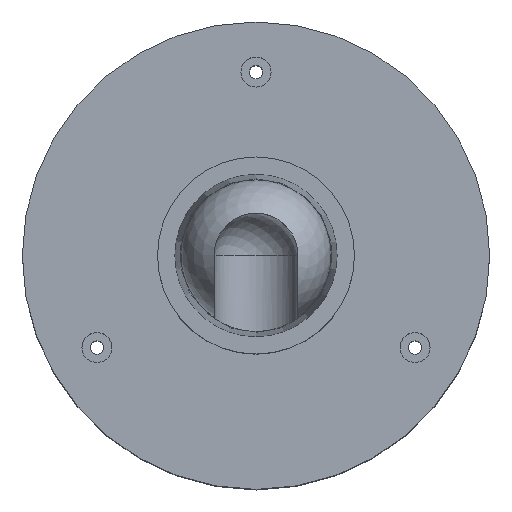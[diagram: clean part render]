
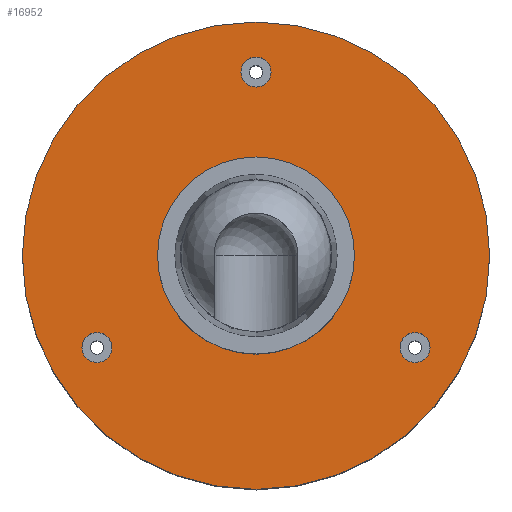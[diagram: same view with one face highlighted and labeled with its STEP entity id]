
A CAD part, top view. The second image highlights one B-rep face of the part: STEP entity #16952.
In plain terms, the highlighted planar face has unit normal (0, 0, 1).
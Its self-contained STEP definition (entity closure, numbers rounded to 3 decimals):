
#610=FACE_BOUND('',#2409,.T.);
#611=FACE_BOUND('',#2410,.T.);
#612=FACE_BOUND('',#2411,.T.);
#613=FACE_BOUND('',#2412,.T.);
#753=PLANE('',#18322);
#1457=FACE_OUTER_BOUND('',#2408,.T.);
#2408=EDGE_LOOP('',(#11897));
#2409=EDGE_LOOP('',(#11898));
#2410=EDGE_LOOP('',(#11899));
#2411=EDGE_LOOP('',(#11900));
#2412=EDGE_LOOP('',(#11901));
#7338=CIRCLE('',#18308,14.75);
#7339=CIRCLE('',#18311,2.25);
#7341=CIRCLE('',#18314,2.25);
#7343=CIRCLE('',#18317,2.25);
#7345=CIRCLE('',#18320,35.);
#7839=VERTEX_POINT('',#24845);
#7840=VERTEX_POINT('',#24850);
#7842=VERTEX_POINT('',#24856);
#7844=VERTEX_POINT('',#24862);
#7846=VERTEX_POINT('',#24868);
#9428=EDGE_CURVE('',#7839,#7839,#7338,.T.);
#9429=EDGE_CURVE('',#7840,#7840,#7339,.T.);
#9432=EDGE_CURVE('',#7842,#7842,#7341,.T.);
#9435=EDGE_CURVE('',#7844,#7844,#7343,.T.);
#9438=EDGE_CURVE('',#7846,#7846,#7345,.T.);
#11897=ORIENTED_EDGE('',*,*,#9438,.T.);
#11898=ORIENTED_EDGE('',*,*,#9428,.T.);
#11899=ORIENTED_EDGE('',*,*,#9435,.T.);
#11900=ORIENTED_EDGE('',*,*,#9432,.T.);
#11901=ORIENTED_EDGE('',*,*,#9429,.T.);
#16952=ADVANCED_FACE('',(#1457,#610,#611,#612,#613),#753,.T.);
#18308=AXIS2_PLACEMENT_3D('',#24847,#19856,#19857);
#18311=AXIS2_PLACEMENT_3D('',#24851,#19862,#19863);
#18314=AXIS2_PLACEMENT_3D('',#24857,#19869,#19870);
#18317=AXIS2_PLACEMENT_3D('',#24863,#19876,#19877);
#18320=AXIS2_PLACEMENT_3D('',#24869,#19883,#19884);
#18322=AXIS2_PLACEMENT_3D('',#24873,#19888,#19889);
#19856=DIRECTION('center_axis',(0.,0.,-1.));
#19857=DIRECTION('ref_axis',(1.,0.,0.));
#19862=DIRECTION('center_axis',(0.,0.,-1.));
#19863=DIRECTION('ref_axis',(1.,0.,0.));
#19869=DIRECTION('center_axis',(0.,0.,-1.));
#19870=DIRECTION('ref_axis',(1.,0.,0.));
#19876=DIRECTION('center_axis',(0.,0.,-1.));
#19877=DIRECTION('ref_axis',(1.,0.,0.));
#19883=DIRECTION('center_axis',(0.,0.,1.));
#19884=DIRECTION('ref_axis',(1.,0.,0.));
#19888=DIRECTION('center_axis',(0.,0.,1.));
#19889=DIRECTION('ref_axis',(1.,0.,0.));
#24845=CARTESIAN_POINT('',(-14.75,0.,10.));
#24847=CARTESIAN_POINT('Origin',(0.,0.,10.));
#24850=CARTESIAN_POINT('',(21.566,-13.75,10.));
#24851=CARTESIAN_POINT('Origin',(23.816,-13.75,10.));
#24856=CARTESIAN_POINT('',(-2.25,27.5,10.));
#24857=CARTESIAN_POINT('Origin',(0.,27.5,10.));
#24862=CARTESIAN_POINT('',(-26.066,-13.75,10.));
#24863=CARTESIAN_POINT('Origin',(-23.816,-13.75,10.));
#24868=CARTESIAN_POINT('',(-35.,0.,10.));
#24869=CARTESIAN_POINT('Origin',(0.,0.,10.));
#24873=CARTESIAN_POINT('Origin',(0.,0.,10.));
